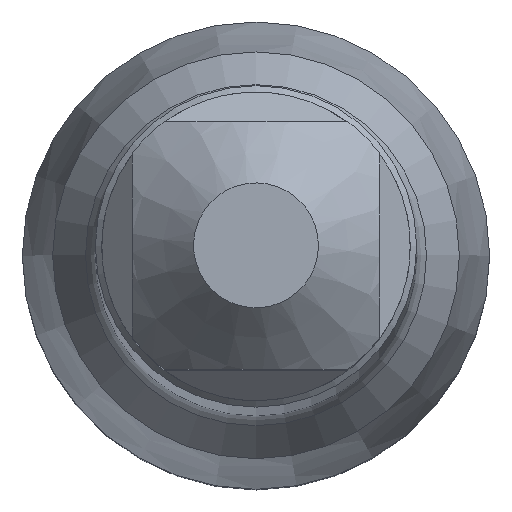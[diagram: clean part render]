
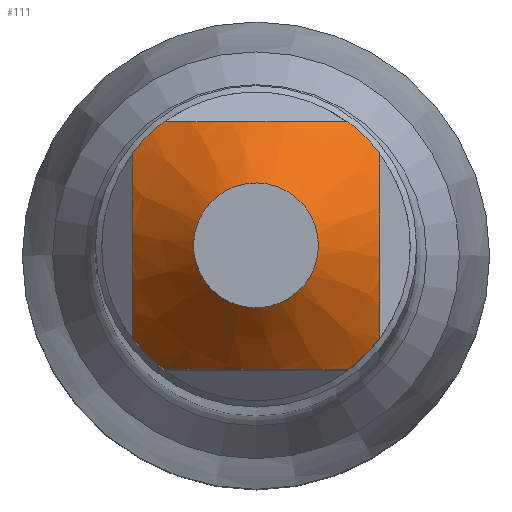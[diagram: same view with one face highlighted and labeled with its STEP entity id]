
A CAD part, top view. The second image highlights one B-rep face of the part: STEP entity #111.
In plain terms, the highlighted conical face has half-angle 45 degrees and reference radius 0.68 mm.
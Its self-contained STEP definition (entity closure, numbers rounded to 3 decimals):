
#96=CONICAL_SURFACE('',#395,0.68,45.);
#111=ADVANCED_FACE('',(#132,#133),#96,.T.);
#132=FACE_BOUND('',#159,.T.);
#133=FACE_BOUND('',#160,.T.);
#159=EDGE_LOOP('',(#203));
#160=EDGE_LOOP('',(#204,#205,#206,#207,#208,#209,#210,#211));
#203=ORIENTED_EDGE('',*,*,#279,.F.);
#204=ORIENTED_EDGE('',*,*,#295,.T.);
#205=ORIENTED_EDGE('',*,*,#296,.T.);
#206=ORIENTED_EDGE('',*,*,#297,.T.);
#207=ORIENTED_EDGE('',*,*,#283,.T.);
#208=ORIENTED_EDGE('',*,*,#298,.T.);
#209=ORIENTED_EDGE('',*,*,#288,.T.);
#210=ORIENTED_EDGE('',*,*,#299,.T.);
#211=ORIENTED_EDGE('',*,*,#293,.T.);
#252=VERTEX_POINT('',#557);
#255=VERTEX_POINT('',#565);
#256=VERTEX_POINT('',#572);
#259=VERTEX_POINT('',#581);
#260=VERTEX_POINT('',#588);
#263=VERTEX_POINT('',#597);
#264=VERTEX_POINT('',#604);
#265=VERTEX_POINT('',#608);
#266=VERTEX_POINT('',#615);
#279=EDGE_CURVE('',#252,#252,#314,.T.);
#283=EDGE_CURVE('',#256,#255,#334,.T.);
#288=EDGE_CURVE('',#260,#259,#335,.T.);
#293=EDGE_CURVE('',#264,#263,#336,.T.);
#295=EDGE_CURVE('',#263,#265,#315,.T.);
#296=EDGE_CURVE('',#265,#266,#337,.T.);
#297=EDGE_CURVE('',#266,#256,#316,.T.);
#298=EDGE_CURVE('',#255,#260,#317,.T.);
#299=EDGE_CURVE('',#259,#264,#318,.T.);
#314=CIRCLE('',#380,0.68);
#315=CIRCLE('',#391,1.68);
#316=CIRCLE('',#392,1.68);
#317=CIRCLE('',#393,1.68);
#318=CIRCLE('',#394,1.68);
#334=B_SPLINE_CURVE_WITH_KNOTS('',3,(#566,#567,#568,#569,#570,#571),
 .UNSPECIFIED.,.F.,.F.,(4,2,4),(0.,0.5,1.),.UNSPECIFIED.);
#335=B_SPLINE_CURVE_WITH_KNOTS('',3,(#582,#583,#584,#585,#586,#587),
 .UNSPECIFIED.,.F.,.F.,(4,2,4),(0.,0.5,1.),.UNSPECIFIED.);
#336=B_SPLINE_CURVE_WITH_KNOTS('',3,(#598,#599,#600,#601,#602,#603),
 .UNSPECIFIED.,.F.,.F.,(4,2,4),(0.,0.5,1.),.UNSPECIFIED.);
#337=B_SPLINE_CURVE_WITH_KNOTS('',3,(#609,#610,#611,#612,#613,#614),
 .UNSPECIFIED.,.F.,.F.,(4,2,4),(0.,0.5,1.),.UNSPECIFIED.);
#380=AXIS2_PLACEMENT_3D('',#556,#436,#437);
#391=AXIS2_PLACEMENT_3D('',#607,#467,#468);
#392=AXIS2_PLACEMENT_3D('',#616,#469,#470);
#393=AXIS2_PLACEMENT_3D('',#617,#471,#472);
#394=AXIS2_PLACEMENT_3D('',#618,#473,#474);
#395=AXIS2_PLACEMENT_3D('',#619,#475,#476);
#436=DIRECTION('',(0.,0.,1.));
#437=DIRECTION('',(1.,0.,0.));
#467=DIRECTION('',(0.,0.,1.));
#468=DIRECTION('',(-1.,0.,0.));
#469=DIRECTION('',(0.,0.,1.));
#470=DIRECTION('',(-1.,0.,0.));
#471=DIRECTION('',(0.,0.,1.));
#472=DIRECTION('',(-1.,0.,0.));
#473=DIRECTION('',(0.,0.,1.));
#474=DIRECTION('',(-1.,0.,0.));
#475=DIRECTION('',(0.,0.,-1.));
#476=DIRECTION('',(-1.,0.,0.));
#556=CARTESIAN_POINT('',(0.,0.,0.));
#557=CARTESIAN_POINT('',(0.68,0.,0.));
#565=CARTESIAN_POINT('',(-1.,1.35,-1.));
#566=CARTESIAN_POINT('',(1.,1.35,-1.));
#567=CARTESIAN_POINT('',(0.695,1.35,-0.818));
#568=CARTESIAN_POINT('',(0.354,1.35,-0.67));
#569=CARTESIAN_POINT('',(-0.354,1.35,-0.67));
#570=CARTESIAN_POINT('',(-0.696,1.35,-0.819));
#571=CARTESIAN_POINT('',(-1.,1.35,-1.));
#572=CARTESIAN_POINT('',(1.,1.35,-1.));
#581=CARTESIAN_POINT('',(-1.35,-1.,-1.));
#582=CARTESIAN_POINT('',(-1.35,1.,-1.));
#583=CARTESIAN_POINT('',(-1.35,0.696,-0.819));
#584=CARTESIAN_POINT('',(-1.35,0.354,-0.67));
#585=CARTESIAN_POINT('',(-1.35,-0.354,-0.67));
#586=CARTESIAN_POINT('',(-1.35,-0.695,-0.818));
#587=CARTESIAN_POINT('',(-1.35,-1.,-1.));
#588=CARTESIAN_POINT('',(-1.35,1.,-1.));
#597=CARTESIAN_POINT('',(1.,-1.35,-1.));
#598=CARTESIAN_POINT('',(-1.,-1.35,-1.));
#599=CARTESIAN_POINT('',(-0.696,-1.35,-0.819));
#600=CARTESIAN_POINT('',(-0.354,-1.35,-0.67));
#601=CARTESIAN_POINT('',(0.354,-1.35,-0.67));
#602=CARTESIAN_POINT('',(0.695,-1.35,-0.818));
#603=CARTESIAN_POINT('',(1.,-1.35,-1.));
#604=CARTESIAN_POINT('',(-1.,-1.35,-1.));
#607=CARTESIAN_POINT('',(0.,0.,-1.));
#608=CARTESIAN_POINT('',(1.35,-1.,-1.));
#609=CARTESIAN_POINT('',(1.35,-1.,-1.));
#610=CARTESIAN_POINT('',(1.35,-0.695,-0.818));
#611=CARTESIAN_POINT('',(1.35,-0.354,-0.67));
#612=CARTESIAN_POINT('',(1.35,0.354,-0.67));
#613=CARTESIAN_POINT('',(1.35,0.696,-0.819));
#614=CARTESIAN_POINT('',(1.35,1.,-1.));
#615=CARTESIAN_POINT('',(1.35,1.,-1.));
#616=CARTESIAN_POINT('',(0.,0.,-1.));
#617=CARTESIAN_POINT('',(0.,0.,-1.));
#618=CARTESIAN_POINT('',(0.,0.,-1.));
#619=CARTESIAN_POINT('',(0.,0.,0.));
